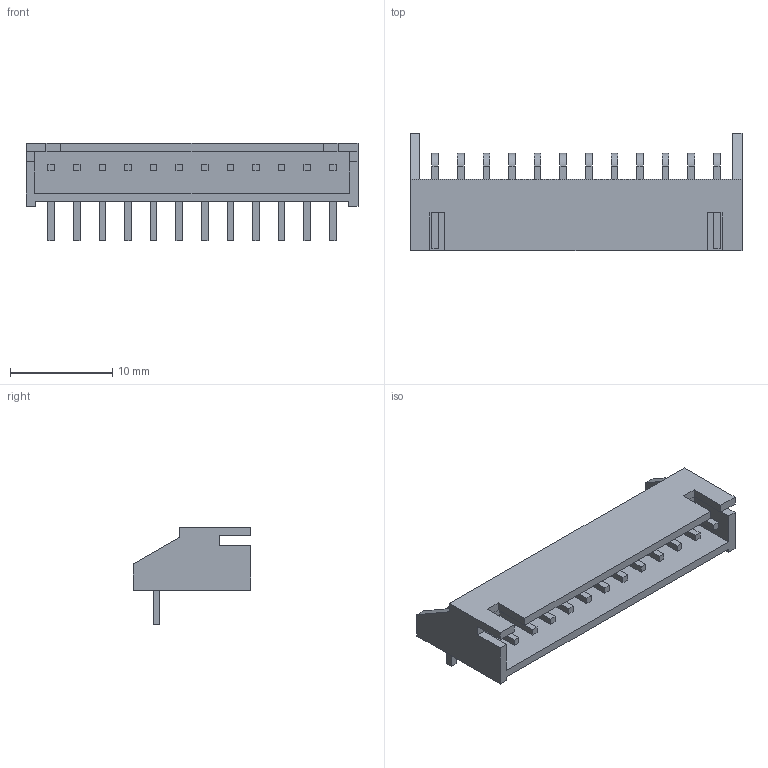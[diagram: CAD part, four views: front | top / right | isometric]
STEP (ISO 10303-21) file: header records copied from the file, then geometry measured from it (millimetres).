
FILE_DESCRIPTION(('FreeCAD Model'),'2;1');
FILE_NAME('JST_XH_S12B-XH-A_12x2.50mm_Angled.STEP','2016-03-20T22:59:49',('Author') ,(''),'Open CASCADE STEP processor 6.8','FreeCAD','Unknown');
FILE_SCHEMA(('AUTOMOTIVE_DESIGN_CC2 { 1 2 10303 214 -1 1 5 4 }'));
Length unit declared in the file: millimetre
Products named in the file (1): S12B-XH-A
Bounding box: 32.4 x 11.5 x 9.55 mm (x, y, z)
Volume: 800.9 mm3; surface area: 1731.6 mm2
Topology: 1 solids, 1 shells, 200 faces, 522 edges, 348 vertices
Faces by surface type: plane 176, cylinder 24
Entity records: 16437 total; most frequent: CARTESIAN_POINT 4563, DIRECTION 1896, LINE 1374, VECTOR 1374, ORIENTED_EDGE 1044, PCURVE 1044, DEFINITIONAL_REPRESENTATION 1044, EDGE_CURVE 522
